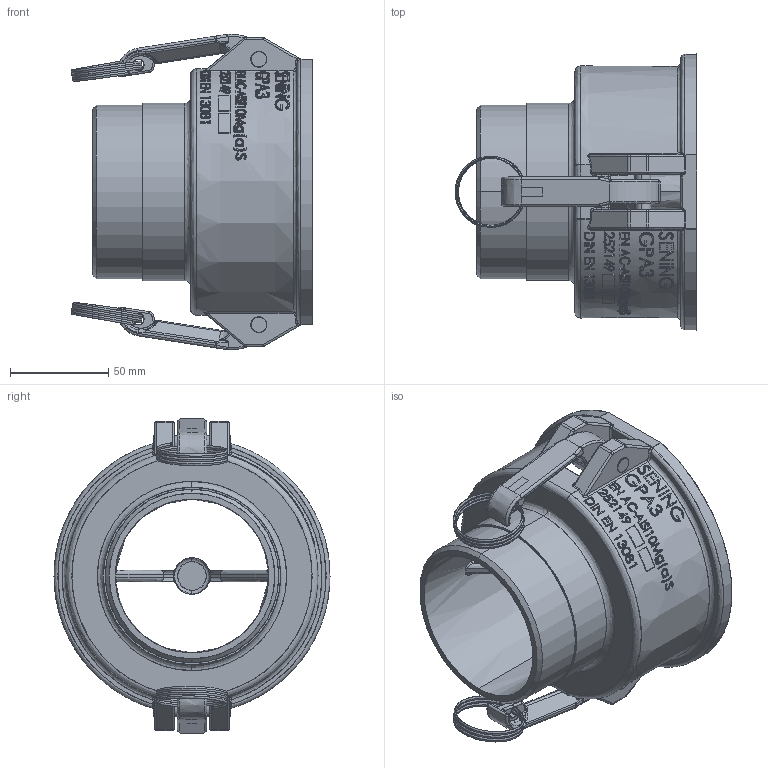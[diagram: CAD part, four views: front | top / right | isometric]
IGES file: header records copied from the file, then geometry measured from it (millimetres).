
Start section: SolidWorks IGES file using analytic representation for surfaces
Global section: file name: GPA3.IGS; native system: SolidWorks 2010; preprocessor: SolidWorks 2010; author: LarsenR; date: 120802.103618; units: millimetre
Bounding box: 122.65 x 140.2 x 160.25 mm (x, y, z)
Surface area: 116553.4 mm2 (no closed solid volume)
Topology: 0 solids, 0 shells, 891 faces, 11348 edges, 11330 vertices
Faces by surface type: bspline 634, revolution 257
